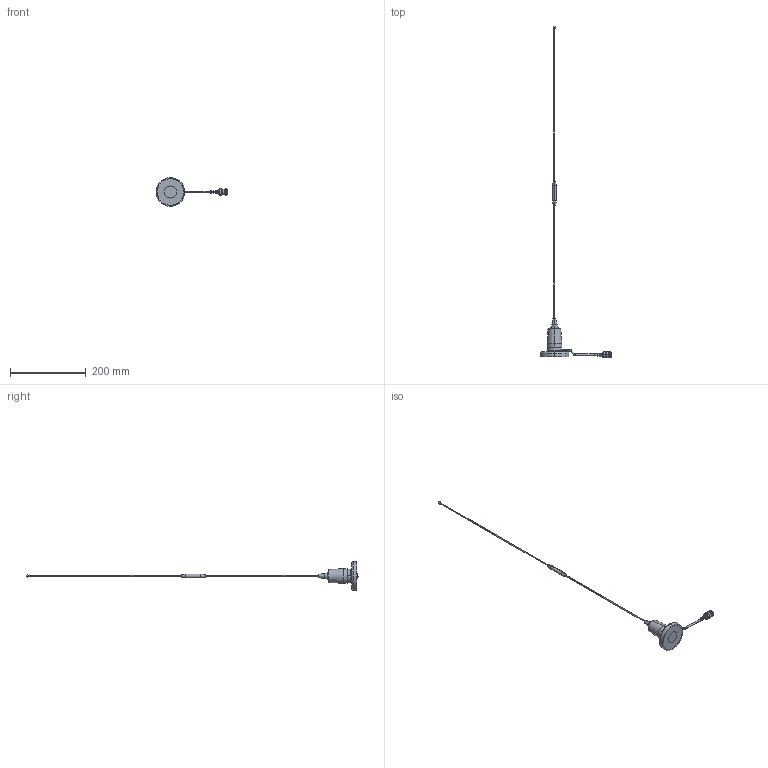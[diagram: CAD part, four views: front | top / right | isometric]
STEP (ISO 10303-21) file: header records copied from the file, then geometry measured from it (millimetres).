
FILE_DESCRIPTION (( 'STEP AP214' ), '1' );
FILE_NAME ('FMANMOB1007-NF_3D.step', '2025-10-27T22:34:37', ( '' ), ( '' ), 'SwSTEP 2.0', 'SolidWorks 2025', '' );
FILE_SCHEMA (( 'AUTOMOTIVE_DESIGN' ));
Length unit declared in the file: inch
Products named in the file (6): Copy of NF 230124^FMMA1-NFA10; FMANMOB1007-NF_3D; 1085 230124; FMMA1-NFA10; Copy of HeatShrink-195-2_230124^FMMA1-NFA10; Copy of NMO Base w Cable^FMMA1-NFA10
Assembly tree (5 placements, depth 3):
  FMANMOB1007-NF_3D
    FMMA1-NFA10
      Copy of NMO Base w Cable^FMMA1-NFA10
      Copy of HeatShrink-195-2_230124^FMMA1-NFA10
      Copy of NF 230124^FMMA1-NFA10
    1085 230124
Bounding box: 189.92 x 877.94 x 76 mm (x, y, z)
Volume: 131697 mm3; surface area: 62400.1 mm2
Topology: 10 solids, 10 shells, 554 faces, 1309 edges, 787 vertices
Faces by surface type: bspline 249, cylinder 165, plane 76, cone 48, torus 14, sphere 2
Entity records: 19508 total; most frequent: CARTESIAN_POINT 9222, ORIENTED_EDGE 2600, DIRECTION 1578, EDGE_CURVE 1300, VERTEX_POINT 784, AXIS2_PLACEMENT_3D 690, EDGE_LOOP 590, ADVANCED_FACE 554
